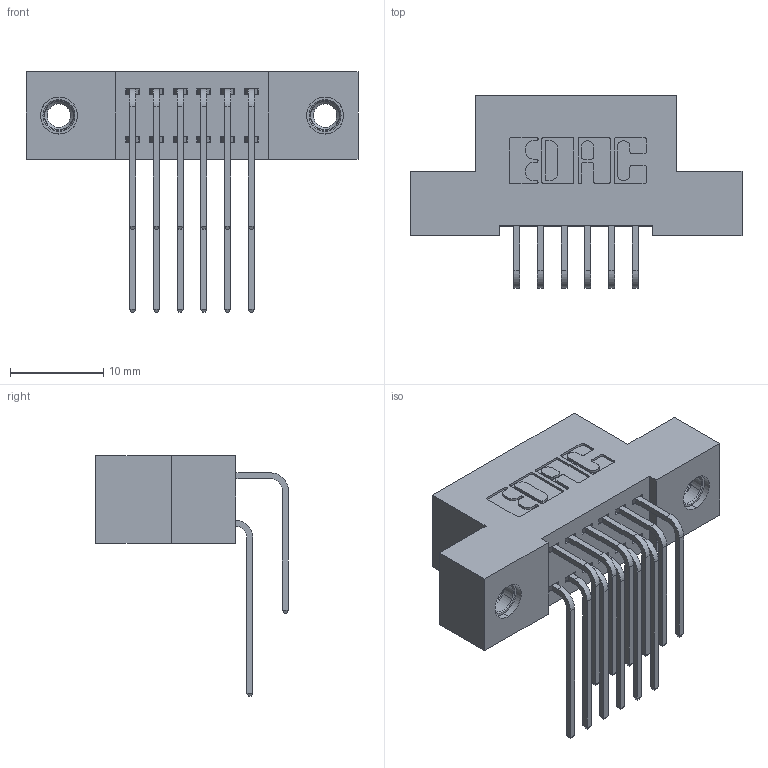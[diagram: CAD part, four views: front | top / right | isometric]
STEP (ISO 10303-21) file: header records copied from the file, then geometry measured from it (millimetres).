
FILE_DESCRIPTION (( 'STEP AP203' ), '1' );
FILE_NAME ('342-012-559-207.STEP', '2019-10-01T15:54:08', ( '' ), ( '' ), 'SwSTEP 2.0', 'SolidWorks 2016', '' );
FILE_SCHEMA (( 'CONFIG_CONTROL_DESIGN' ));
Length unit declared in the file: inch
Products named in the file (5): 345-250-001_345-250-005-103; 342-012-559-207; 342 Part_TI; 345-292-001_558 559 Tail - 1; 345-292-001_559 Tail - 2
Assembly tree (15 placements, depth 2):
  342-012-559-207
    342 Part_TI
    345-292-001_558 559 Tail - 1  x6
    345-292-001_559 Tail - 2  x6
    345-250-001_345-250-005-103  x2
Bounding box: 35.56 x 20.64 x 25.78 mm (x, y, z)
Volume: 3081.2 mm3; surface area: 4467.3 mm2
Topology: 15 solids, 15 shells, 818 faces, 2367 edges, 1554 vertices
Faces by surface type: plane 554, cylinder 248, cone 12, torus 4
Entity records: 11354 total; most frequent: CARTESIAN_POINT 1956, ORIENTED_EDGE 1834, DIRECTION 1747, EDGE_CURVE 917, LINE 729, VECTOR 729, VERTEX_POINT 604, AXIS2_PLACEMENT_3D 509
